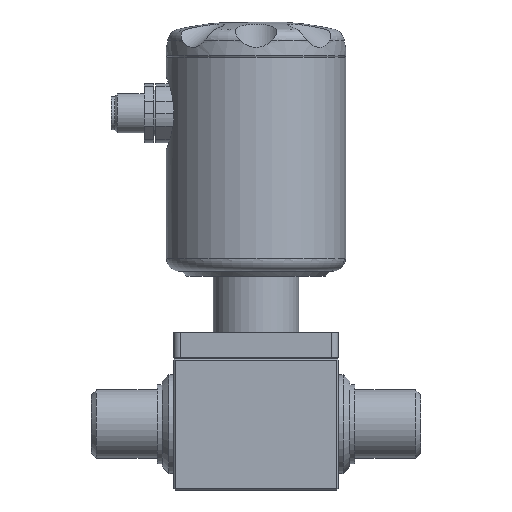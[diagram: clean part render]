
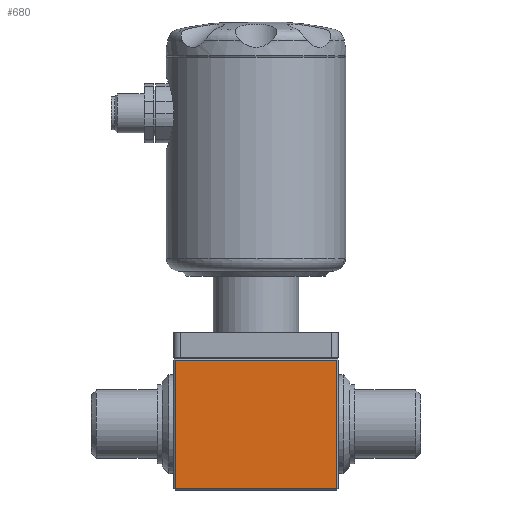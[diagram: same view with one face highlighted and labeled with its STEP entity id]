
A CAD part, left-side view. The second image highlights one B-rep face of the part: STEP entity #680.
In plain terms, the highlighted planar face has unit normal (-1, 0, 0).
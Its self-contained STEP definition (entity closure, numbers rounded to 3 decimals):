
#680 = ADVANCED_FACE( 'NONE', ( #1534 ), #1535, .F. );
#1534 = FACE_OUTER_BOUND( '', #2547, .T. );
#1535 = PLANE( '', #2548 );
#2547 = EDGE_LOOP( '', ( #4350, #4351, #4352, #4353 ) );
#2548 = AXIS2_PLACEMENT_3D( '', #4354, #4355, #4356 );
#4350 = ORIENTED_EDGE( '', *, *, #5945, .T. );
#4351 = ORIENTED_EDGE( '', *, *, #5736, .T. );
#4352 = ORIENTED_EDGE( '', *, *, #5392, .T. );
#4353 = ORIENTED_EDGE( '', *, *, #5946, .T. );
#4354 = CARTESIAN_POINT( '', ( -20., 25., -20. ) );
#4355 = DIRECTION( '', ( 1., 0., 0. ) );
#4356 = DIRECTION( '', ( 0., -1., 0. ) );
#5392 = EDGE_CURVE( 'NONE', #6338, #6336, #6339, .T. );
#5736 = EDGE_CURVE( 'NONE', #6878, #6338, #6879, .T. );
#5945 = EDGE_CURVE( 'NONE', #7154, #6878, #7155, .T. );
#5946 = EDGE_CURVE( 'NONE', #6336, #7154, #7156, .T. );
#6336 = VERTEX_POINT( 'NONE', #7616 );
#6338 = VERTEX_POINT( 'NONE', #7619 );
#6339 = LINE( '', #7620, #7621 );
#6878 = VERTEX_POINT( 'NONE', #8800 );
#6879 = LINE( '', #8801, #8802 );
#7154 = VERTEX_POINT( 'NONE', #9233 );
#7155 = LINE( '', #9234, #9235 );
#7156 = LINE( '', #9236, #9237 );
#7616 = CARTESIAN_POINT( '', ( -20., -24.5, -19.5 ) );
#7619 = CARTESIAN_POINT( '', ( -20., 24.5, -19.5 ) );
#7620 = CARTESIAN_POINT( '', ( -20., 25., -19.5 ) );
#7621 = VECTOR( '', #9905, 1000. );
#8800 = CARTESIAN_POINT( '', ( -20., 24.5, 19.5 ) );
#8801 = CARTESIAN_POINT( '', ( -20., 24.5, -20. ) );
#8802 = VECTOR( '', #10346, 1000. );
#9233 = CARTESIAN_POINT( '', ( -20., -24.5, 19.5 ) );
#9234 = CARTESIAN_POINT( '', ( -20., 25., 19.5 ) );
#9235 = VECTOR( '', #10591, 1000. );
#9236 = CARTESIAN_POINT( '', ( -20., -24.5, 20. ) );
#9237 = VECTOR( '', #10592, 1000. );
#9905 = DIRECTION( '', ( 0., -1., 0. ) );
#10346 = DIRECTION( '', ( 0., 0., -1. ) );
#10591 = DIRECTION( '', ( 0., 1., 0. ) );
#10592 = DIRECTION( '', ( 0., 0., 1. ) );
